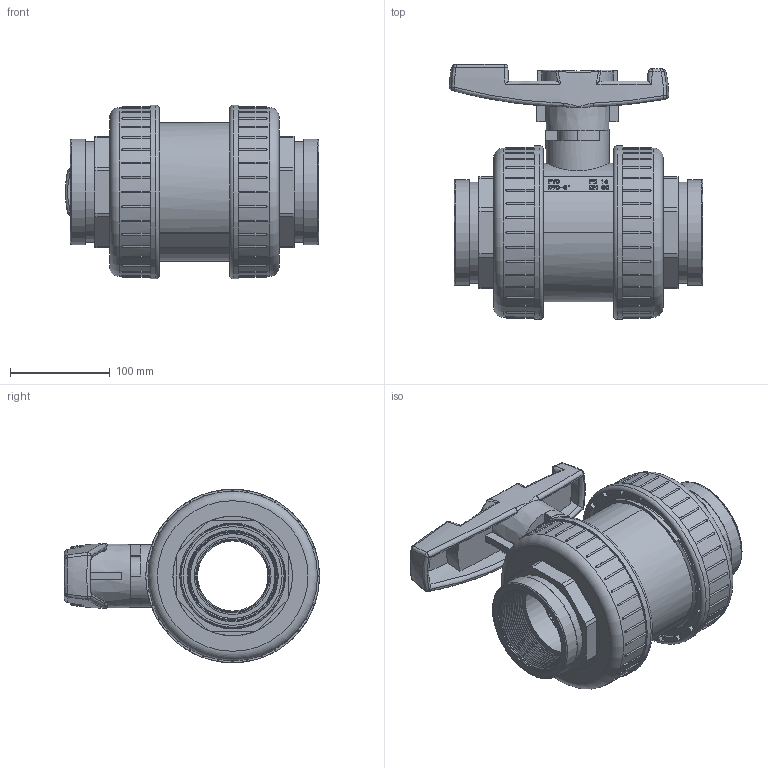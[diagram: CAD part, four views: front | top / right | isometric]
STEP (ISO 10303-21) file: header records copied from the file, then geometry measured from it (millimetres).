
FILE_DESCRIPTION(/* description */ (''),/* implementation_level */ '2;1');
FILE_NAME(/* name */ 'AKX972.000.090.step',/* time_stamp */ '2025-12-30T13:58:22+01:00',/* author */ (''),/* organization */ (''),/* preprocessor_version */ 'ST-DEVELOPER v20.1',/* originating_system */ 'Autodesk Translation Framework v14.21.0.0',/* authorisation */ '');
FILE_SCHEMA (('AUTOMOTIVE_DESIGN { 1 0 10303 214 3 1 1 }'));
Products named in the file (1): 2025-12-30-12-42-15-534
Bounding box: 254.01 x 255.76 x 174.21 mm (x, y, z)
Volume: 2934849.3 mm3; surface area: 769466.1 mm2
Topology: 18 solids, 18 shells, 1230 faces, 3396 edges, 2221 vertices
Faces by surface type: plane 539, cylinder 337, bspline 206, sphere 85, torus 60, cone 3
Full cylindrical faces by diameter (mm): 4.59 x1, 6.12 x1, 31.507 x4, 38.92 x3, 40.773 x1, 42.627 x2, 46.333 x1, 63.265 x1, 70.427 x1, 72.28 x2, 74.133 x2, 77 x2, 83.771 x3, 84.926 x26, 85.253 x1, 87.107 x3, 87.884 x26, 90 x2, 91.5 x2, 93.779 x3, 94.52 x1, 101 x2, 102.86 x1, 104.046 x3, 105 x2, 106 x2, 110.088 x3, 113.98 x1, 119.7 x2, 120 x2
Entity records: 104065 total; most frequent: CARTESIAN_POINT 73895, ORIENTED_EDGE 6692, DIRECTION 5759, EDGE_CURVE 3346, VERTEX_POINT 2221, AXIS2_PLACEMENT_3D 2152, LINE 1455, VECTOR 1455
